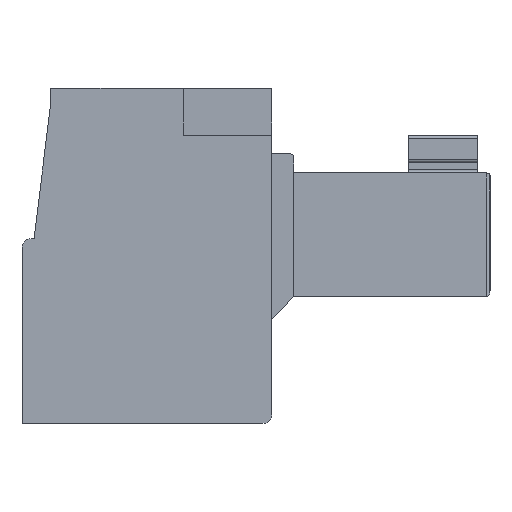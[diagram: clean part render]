
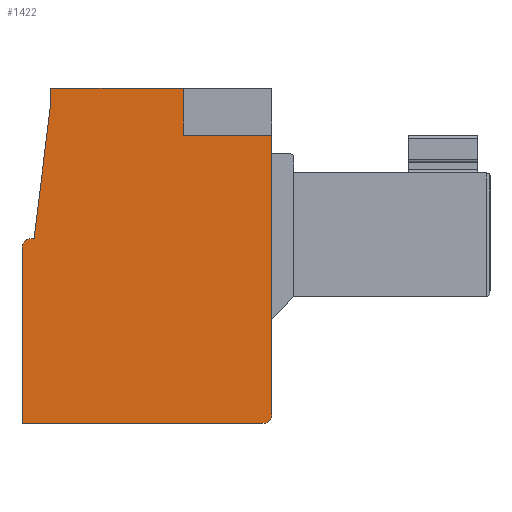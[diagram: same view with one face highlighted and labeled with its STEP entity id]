
A CAD part, left-side view. The second image highlights one B-rep face of the part: STEP entity #1422.
In plain terms, the highlighted planar face has unit normal (-1, 0, 0).
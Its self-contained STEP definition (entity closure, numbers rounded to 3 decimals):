
#142=PLANE('',#1590);
#205=FACE_OUTER_BOUND('',#287,.T.);
#287=EDGE_LOOP('',(#1072,#1073,#1074,#1075,#1076,#1077,#1078,#1079,#1080,
#1081,#1082));
#364=LINE('',#2170,#515);
#376=LINE('',#2196,#527);
#393=LINE('',#2239,#544);
#401=LINE('',#2255,#552);
#402=LINE('',#2260,#553);
#403=LINE('',#2263,#554);
#404=LINE('',#2265,#555);
#405=LINE('',#2267,#556);
#406=LINE('',#2268,#557);
#515=VECTOR('',#1729,10.);
#527=VECTOR('',#1747,10.);
#544=VECTOR('',#1782,10.);
#552=VECTOR('',#1796,10.);
#553=VECTOR('',#1801,10.);
#554=VECTOR('',#1804,10.);
#555=VECTOR('',#1805,10.);
#556=VECTOR('',#1806,10.);
#557=VECTOR('',#1807,10.);
#670=CIRCLE('',#1591,0.3);
#671=CIRCLE('',#1592,0.3);
#702=VERTEX_POINT('',#2167);
#703=VERTEX_POINT('',#2169);
#713=VERTEX_POINT('',#2193);
#714=VERTEX_POINT('',#2195);
#731=VERTEX_POINT('',#2238);
#736=VERTEX_POINT('',#2253);
#737=VERTEX_POINT('',#2257);
#738=VERTEX_POINT('',#2258);
#739=VERTEX_POINT('',#2262);
#740=VERTEX_POINT('',#2264);
#741=VERTEX_POINT('',#2266);
#827=EDGE_CURVE('',#702,#703,#364,.T.);
#839=EDGE_CURVE('',#713,#714,#376,.T.);
#860=EDGE_CURVE('',#703,#731,#393,.T.);
#869=EDGE_CURVE('',#736,#702,#401,.T.);
#870=EDGE_CURVE('',#737,#738,#670,.T.);
#871=EDGE_CURVE('',#714,#737,#402,.T.);
#872=EDGE_CURVE('',#731,#713,#671,.T.);
#873=EDGE_CURVE('',#739,#736,#403,.T.);
#874=EDGE_CURVE('',#740,#739,#404,.T.);
#875=EDGE_CURVE('',#741,#740,#405,.T.);
#876=EDGE_CURVE('',#738,#741,#406,.T.);
#1072=ORIENTED_EDGE('',*,*,#870,.F.);
#1073=ORIENTED_EDGE('',*,*,#871,.F.);
#1074=ORIENTED_EDGE('',*,*,#839,.F.);
#1075=ORIENTED_EDGE('',*,*,#872,.F.);
#1076=ORIENTED_EDGE('',*,*,#860,.F.);
#1077=ORIENTED_EDGE('',*,*,#827,.F.);
#1078=ORIENTED_EDGE('',*,*,#869,.F.);
#1079=ORIENTED_EDGE('',*,*,#873,.F.);
#1080=ORIENTED_EDGE('',*,*,#874,.F.);
#1081=ORIENTED_EDGE('',*,*,#875,.F.);
#1082=ORIENTED_EDGE('',*,*,#876,.F.);
#1422=ADVANCED_FACE('',(#205),#142,.F.);
#1590=AXIS2_PLACEMENT_3D('',#2256,#1797,#1798);
#1591=AXIS2_PLACEMENT_3D('',#2259,#1799,#1800);
#1592=AXIS2_PLACEMENT_3D('',#2261,#1802,#1803);
#1729=DIRECTION('',(0.,-1.,0.));
#1747=DIRECTION('',(0.,1.,0.));
#1782=DIRECTION('',(0.,0.,-1.));
#1796=DIRECTION('',(0.,0.,-1.));
#1797=DIRECTION('center_axis',(1.,0.,0.));
#1798=DIRECTION('ref_axis',(0.,0.,-1.));
#1799=DIRECTION('center_axis',(1.,0.,0.));
#1800=DIRECTION('ref_axis',(0.,1.,0.));
#1801=DIRECTION('',(0.,0.,1.));
#1802=DIRECTION('center_axis',(1.,0.,0.));
#1803=DIRECTION('ref_axis',(0.,-1.,0.));
#1804=DIRECTION('',(0.,-1.,0.));
#1805=DIRECTION('',(0.,0.,1.));
#1806=DIRECTION('',(0.,-0.122,0.993));
#1807=DIRECTION('',(0.,-1.,0.));
#2167=CARTESIAN_POINT('',(-2.54,11.85,6.12));
#2169=CARTESIAN_POINT('',(-2.54,8.93,6.12));
#2170=CARTESIAN_POINT('',(-2.54,11.85,6.12));
#2193=CARTESIAN_POINT('',(-2.54,9.23,-3.43));
#2195=CARTESIAN_POINT('',(-2.54,17.2,-3.43));
#2196=CARTESIAN_POINT('',(-2.54,9.23,-3.43));
#2238=CARTESIAN_POINT('',(-2.54,8.93,-3.13));
#2239=CARTESIAN_POINT('',(-2.54,8.93,6.12));
#2253=CARTESIAN_POINT('',(-2.54,11.85,7.67));
#2255=CARTESIAN_POINT('',(-2.54,11.85,7.67));
#2256=CARTESIAN_POINT('Origin',(-2.54,13.045,1.901));
#2257=CARTESIAN_POINT('',(-2.54,17.2,2.4));
#2258=CARTESIAN_POINT('',(-2.54,16.9,2.7));
#2259=CARTESIAN_POINT('Origin',(-2.54,16.9,2.4));
#2260=CARTESIAN_POINT('',(-2.54,17.2,-3.43));
#2261=CARTESIAN_POINT('Origin',(-2.54,9.23,-3.13));
#2262=CARTESIAN_POINT('',(-2.54,16.25,7.67));
#2263=CARTESIAN_POINT('',(-2.54,16.25,7.67));
#2264=CARTESIAN_POINT('',(-2.54,16.25,7.17));
#2265=CARTESIAN_POINT('',(-2.54,16.25,7.17));
#2266=CARTESIAN_POINT('',(-2.54,16.8,2.7));
#2267=CARTESIAN_POINT('',(-2.54,16.8,2.7));
#2268=CARTESIAN_POINT('',(-2.54,16.9,2.7));
